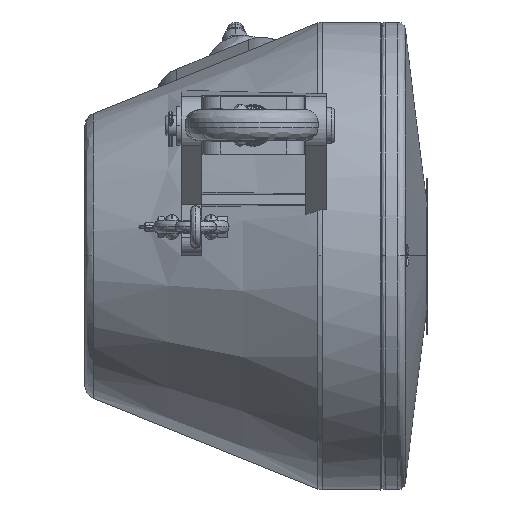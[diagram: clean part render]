
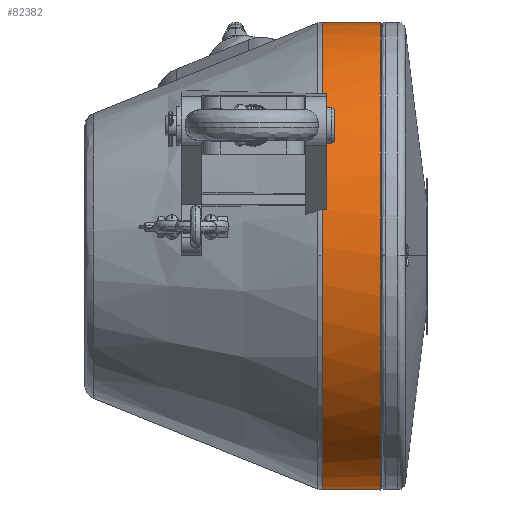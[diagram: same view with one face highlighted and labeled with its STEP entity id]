
A CAD part, top view. The second image highlights one B-rep face of the part: STEP entity #82382.
In plain terms, the highlighted cylindrical face has radius 90 mm (diameter 180 mm), a partial arc.
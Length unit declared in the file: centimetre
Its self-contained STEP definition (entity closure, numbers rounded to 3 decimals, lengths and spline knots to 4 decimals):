
#147 = CARTESIAN_POINT ( 'NONE',  ( 11.3522, 0., 0. ) ) ;
#592 = CARTESIAN_POINT ( 'NONE',  ( 9.1334, 6.2373, 6.4882 ) ) ;
#2384 = VERTEX_POINT ( 'NONE', #592 ) ;
#3752 = VECTOR ( 'NONE', #89013, 100. ) ;
#4849 = CARTESIAN_POINT ( 'NONE',  ( 9.2978, 0., 0. ) ) ;
#5105 = VERTEX_POINT ( 'NONE', #23393 ) ;
#5332 = DIRECTION ( 'NONE',  ( 1., 0., 0. ) ) ;
#6968 = VERTEX_POINT ( 'NONE', #27123 ) ;
#7093 = ORIENTED_EDGE ( 'NONE', *, *, #47876, .T. ) ;
#9227 = DIRECTION ( 'NONE',  ( 0., 1., 0. ) ) ;
#9551 = ORIENTED_EDGE ( 'NONE', *, *, #9751, .T. ) ;
#9751 = EDGE_CURVE ( 'NONE', #23369, #62740, #88102, .T. ) ;
#9987 = DIRECTION ( 'NONE',  ( 1., 0., 0. ) ) ;
#11962 = LINE ( 'NONE', #76463, #23479 ) ;
#12767 = ORIENTED_EDGE ( 'NONE', *, *, #83415, .T. ) ;
#13063 = DIRECTION ( 'NONE',  ( 0., 1., 0. ) ) ;
#13557 = ORIENTED_EDGE ( 'NONE', *, *, #88199, .T. ) ;
#14640 = CARTESIAN_POINT ( 'NONE',  ( 9.1334, -9., 0. ) ) ;
#21806 = AXIS2_PLACEMENT_3D ( 'NONE', #147, #38614, #73326 ) ;
#23369 = VERTEX_POINT ( 'NONE', #14640 ) ;
#23393 = CARTESIAN_POINT ( 'NONE',  ( 9.2978, 1.7645, 8.8253 ) ) ;
#23479 = VECTOR ( 'NONE', #70663, 100. ) ;
#25209 = VERTEX_POINT ( 'NONE', #80257 ) ;
#27123 = CARTESIAN_POINT ( 'NONE',  ( 11.3522, 9., 0. ) ) ;
#28770 = CARTESIAN_POINT ( 'NONE',  ( 10.2192, 9., 0. ) ) ;
#29888 = AXIS2_PLACEMENT_3D ( 'NONE', #46544, #9987, #53304 ) ;
#30325 = CARTESIAN_POINT ( 'NONE',  ( 10.2192, 6.2373, 6.4882 ) ) ;
#32276 = VERTEX_POINT ( 'NONE', #61198 ) ;
#32541 = CARTESIAN_POINT ( 'NONE',  ( 9.1334, 1.7645, 8.8253 ) ) ;
#33975 = CIRCLE ( 'NONE', #63205, 9. ) ;
#34175 = DIRECTION ( 'NONE',  ( 0., 1., 0. ) ) ;
#35366 = ORIENTED_EDGE ( 'NONE', *, *, #92009, .F. ) ;
#35942 = ORIENTED_EDGE ( 'NONE', *, *, #81103, .T. ) ;
#36986 = AXIS2_PLACEMENT_3D ( 'NONE', #49613, #78981, #13063 ) ;
#37551 = LINE ( 'NONE', #30325, #3752 ) ;
#38614 = DIRECTION ( 'NONE',  ( -1., 0., 0. ) ) ;
#39028 = EDGE_LOOP ( 'NONE', ( #76240, #9551, #13557, #35366, #35942, #71370, #12767, #7093 ) ) ;
#45332 = CARTESIAN_POINT ( 'NONE',  ( 9.1334, 0., 0. ) ) ;
#46544 = CARTESIAN_POINT ( 'NONE',  ( 9.1334, 0., 0. ) ) ;
#47876 = EDGE_CURVE ( 'NONE', #5105, #75953, #11962, .T. ) ;
#49481 = LINE ( 'NONE', #28770, #85088 ) ;
#49613 = CARTESIAN_POINT ( 'NONE',  ( 10.2192, 0., 0. ) ) ;
#52999 = CIRCLE ( 'NONE', #29888, 9. ) ;
#53304 = DIRECTION ( 'NONE',  ( 0., 1., 0. ) ) ;
#57667 = CARTESIAN_POINT ( 'NONE',  ( 11.3522, -9., 0. ) ) ;
#58138 = DIRECTION ( 'NONE',  ( 1., 0., 0. ) ) ;
#58309 = DIRECTION ( 'NONE',  ( 1., 0., 0. ) ) ;
#61198 = CARTESIAN_POINT ( 'NONE',  ( 9.2978, 6.2373, 6.4882 ) ) ;
#61247 = EDGE_CURVE ( 'NONE', #2384, #32276, #37551, .T. ) ;
#62260 = EDGE_CURVE ( 'NONE', #75953, #23369, #52999, .T. ) ;
#62740 = VERTEX_POINT ( 'NONE', #57667 ) ;
#63205 = AXIS2_PLACEMENT_3D ( 'NONE', #4849, #5332, #34175 ) ;
#65058 = CIRCLE ( 'NONE', #21806, 9. ) ;
#67473 = DIRECTION ( 'NONE',  ( 1., 0., 0. ) ) ;
#70663 = DIRECTION ( 'NONE',  ( -1., 0., 0. ) ) ;
#70904 = VECTOR ( 'NONE', #58309, 100. ) ;
#71291 = CYLINDRICAL_SURFACE ( 'NONE', #36986, 9. ) ;
#71370 = ORIENTED_EDGE ( 'NONE', *, *, #61247, .T. ) ;
#71805 = CARTESIAN_POINT ( 'NONE',  ( 10.2192, -9., 0. ) ) ;
#72219 = FACE_OUTER_BOUND ( 'NONE', #39028, .T. ) ;
#73326 = DIRECTION ( 'NONE',  ( 0., 1., 0. ) ) ;
#75953 = VERTEX_POINT ( 'NONE', #32541 ) ;
#76240 = ORIENTED_EDGE ( 'NONE', *, *, #62260, .T. ) ;
#76463 = CARTESIAN_POINT ( 'NONE',  ( 10.2192, 1.7645, 8.8253 ) ) ;
#78981 = DIRECTION ( 'NONE',  ( 1., 0., 0. ) ) ;
#80257 = CARTESIAN_POINT ( 'NONE',  ( 9.1334, 9., 0. ) ) ;
#81103 = EDGE_CURVE ( 'NONE', #25209, #2384, #85979, .T. ) ;
#82382 = ADVANCED_FACE ( 'NONE', ( #72219 ), #71291, .T. ) ;
#83415 = EDGE_CURVE ( 'NONE', #32276, #5105, #33975, .T. ) ;
#85088 = VECTOR ( 'NONE', #58138, 100. ) ;
#85979 = CIRCLE ( 'NONE', #92169, 9. ) ;
#88102 = LINE ( 'NONE', #71805, #70904 ) ;
#88199 = EDGE_CURVE ( 'NONE', #62740, #6968, #65058, .T. ) ;
#89013 = DIRECTION ( 'NONE',  ( 1., 0., 0. ) ) ;
#92009 = EDGE_CURVE ( 'NONE', #25209, #6968, #49481, .T. ) ;
#92169 = AXIS2_PLACEMENT_3D ( 'NONE', #45332, #67473, #9227 ) ;
